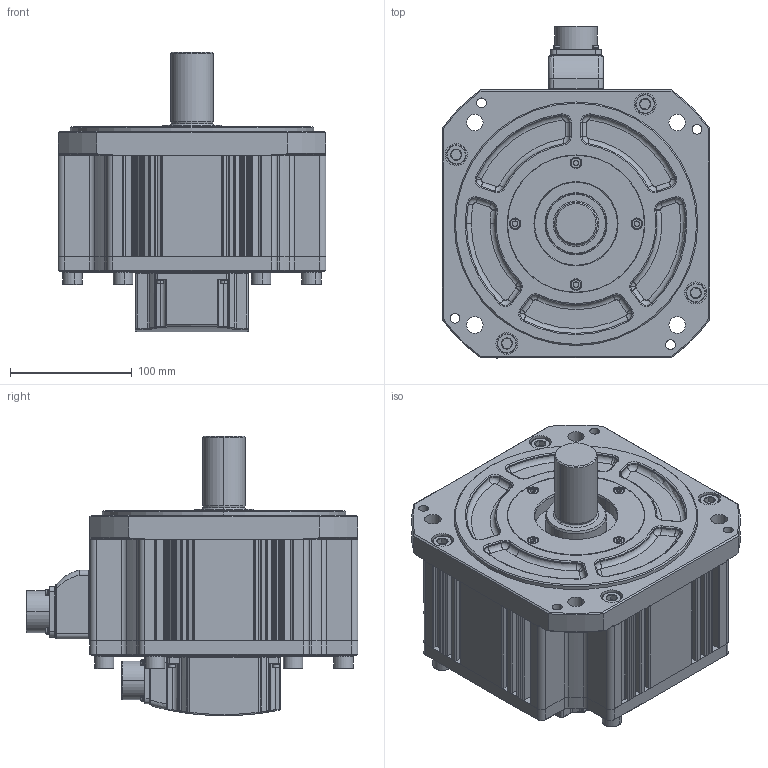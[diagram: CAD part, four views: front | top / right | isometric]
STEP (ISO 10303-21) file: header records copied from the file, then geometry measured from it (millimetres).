
FILE_DESCRIPTION (( 'STEP AP214' ), '1' );
FILE_NAME ('FM22GA002-1G01_Out Line(APM-FG22D_N,FG20G_N,FG12M_N).STEP', '2019-07-10T07:32:37', ( '' ), ( '' ), 'SwSTEP 2.0', 'SolidWorks 2011', '' );
FILE_SCHEMA (( 'AUTOMOTIVE_DESIGN' ));
Length unit declared in the file: millimetre
Products named in the file (1): FM22GA002-1G01_Out Line(APM-FG22D_N,FG20G_N,FG12M_N)
Bounding box: 220 x 272.5 x 229.5 mm (x, y, z)
Volume: 5401901.9 mm3; surface area: 563402.5 mm2
Topology: 56 solids, 56 shells, 2105 faces, 5254 edges, 3327 vertices
Faces by surface type: cylinder 832, plane 709, cone 272, torus 147, bspline 145
Entity records: 95024 total; most frequent: CARTESIAN_POINT 20674, DIRECTION 10876, ORIENTED_EDGE 10368, EDGE_CURVE 5184, AXIS2_PLACEMENT_3D 4207, VERTEX_POINT 3327, LINE 2462, VECTOR 2462
